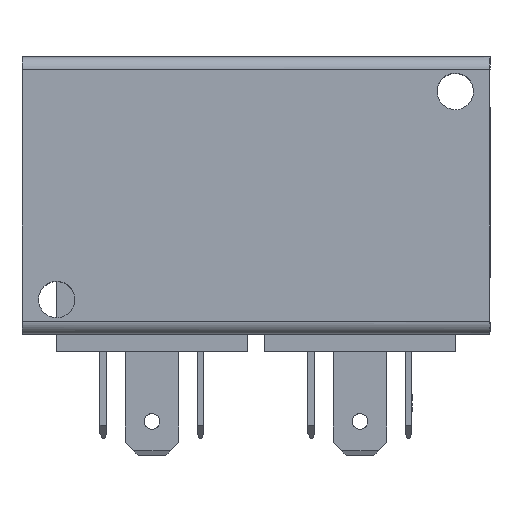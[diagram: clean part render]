
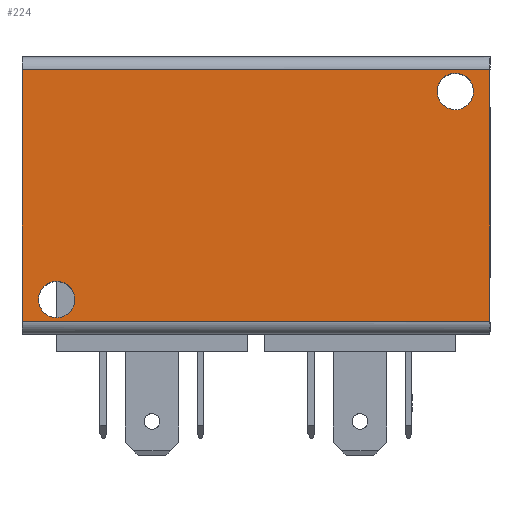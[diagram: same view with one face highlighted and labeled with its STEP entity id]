
A CAD part, top view. The second image highlights one B-rep face of the part: STEP entity #224.
In plain terms, the highlighted planar face has unit normal (0, 0, 1).
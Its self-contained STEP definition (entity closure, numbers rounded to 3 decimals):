
#46=FACE_BOUND('',#1019,.T.);
#47=FACE_BOUND('',#1020,.T.);
#224=ADVANCED_FACE('',(#615,#46,#47),#5630,.T.);
#615=FACE_OUTER_BOUND('',#1018,.T.);
#1018=EDGE_LOOP('',(#1907,#1908,#1909,#1910));
#1019=EDGE_LOOP('',(#1911,#1912));
#1020=EDGE_LOOP('',(#1913,#1914));
#1907=ORIENTED_EDGE('',*,*,#3191,.F.);
#1908=ORIENTED_EDGE('',*,*,#3196,.F.);
#1909=ORIENTED_EDGE('',*,*,#3485,.F.);
#1910=ORIENTED_EDGE('',*,*,#3231,.F.);
#1911=ORIENTED_EDGE('',*,*,#3159,.T.);
#1912=ORIENTED_EDGE('',*,*,#3160,.T.);
#1913=ORIENTED_EDGE('',*,*,#3182,.T.);
#1914=ORIENTED_EDGE('',*,*,#3181,.T.);
#3159=EDGE_CURVE('',#5000,#5001,#4592,.T.);
#3160=EDGE_CURVE('',#5001,#5000,#4593,.T.);
#3181=EDGE_CURVE('',#5017,#5018,#4602,.T.);
#3182=EDGE_CURVE('',#5018,#5017,#4603,.T.);
#3191=EDGE_CURVE('',#5026,#5027,#4086,.T.);
#3196=EDGE_CURVE('',#5031,#5026,#4090,.T.);
#3231=EDGE_CURVE('',#5027,#5070,#4123,.T.);
#3485=EDGE_CURVE('',#5070,#5031,#4241,.T.);
#4086=B_SPLINE_CURVE_WITH_KNOTS('',1,(#8729,#8730),.UNSPECIFIED.,.F.,.F.,
(2,2),(-28.5,25.5),.UNSPECIFIED.);
#4090=B_SPLINE_CURVE_WITH_KNOTS('',1,(#8740,#8741),.UNSPECIFIED.,.F.,.F.,
(2,2),(-8.144,20.856),.UNSPECIFIED.);
#4123=B_SPLINE_CURVE_WITH_KNOTS('',1,(#8844,#8845),.UNSPECIFIED.,.F.,.F.,
(2,2),(-20.856,8.144),.UNSPECIFIED.);
#4241=B_SPLINE_CURVE_WITH_KNOTS('',1,(#9636,#9637),.UNSPECIFIED.,.F.,.F.,
(2,2),(-40.5,13.5),.UNSPECIFIED.);
#4592=(
BOUNDED_CURVE()
B_SPLINE_CURVE(2,(#8590,#8591,#8592,#8593,#8594),.UNSPECIFIED.,.F.,.F.)
B_SPLINE_CURVE_WITH_KNOTS((3,2,3),(-6.597,-3.299,
0.),.UNSPECIFIED.)
CURVE()
GEOMETRIC_REPRESENTATION_ITEM()
RATIONAL_B_SPLINE_CURVE((1.,0.707,1.,0.707,1.))
REPRESENTATION_ITEM('')
);
#4593=(
BOUNDED_CURVE()
B_SPLINE_CURVE(2,(#8595,#8596,#8597,#8598,#8599),.UNSPECIFIED.,.F.,.F.)
B_SPLINE_CURVE_WITH_KNOTS((3,2,3),(-13.195,-9.896,
-6.597),.UNSPECIFIED.)
CURVE()
GEOMETRIC_REPRESENTATION_ITEM()
RATIONAL_B_SPLINE_CURVE((1.,0.707,1.,0.707,1.))
REPRESENTATION_ITEM('')
);
#4602=(
BOUNDED_CURVE()
B_SPLINE_CURVE(2,(#8696,#8697,#8698,#8699,#8700),.UNSPECIFIED.,.F.,.F.)
B_SPLINE_CURVE_WITH_KNOTS((3,2,3),(-6.597,-3.299,
0.),.UNSPECIFIED.)
CURVE()
GEOMETRIC_REPRESENTATION_ITEM()
RATIONAL_B_SPLINE_CURVE((1.,0.707,1.,0.707,1.))
REPRESENTATION_ITEM('')
);
#4603=(
BOUNDED_CURVE()
B_SPLINE_CURVE(2,(#8701,#8702,#8703,#8704,#8705),.UNSPECIFIED.,.F.,.F.)
B_SPLINE_CURVE_WITH_KNOTS((3,2,3),(-13.195,-9.896,
-6.597),.UNSPECIFIED.)
CURVE()
GEOMETRIC_REPRESENTATION_ITEM()
RATIONAL_B_SPLINE_CURVE((1.,0.707,1.,0.707,1.))
REPRESENTATION_ITEM('')
);
#5000=VERTEX_POINT('',#8280);
#5001=VERTEX_POINT('',#8281);
#5017=VERTEX_POINT('',#8297);
#5018=VERTEX_POINT('',#8298);
#5026=VERTEX_POINT('',#8306);
#5027=VERTEX_POINT('',#8307);
#5031=VERTEX_POINT('',#8311);
#5070=VERTEX_POINT('',#8350);
#5630=PLANE('',#6109);
#6109=AXIS2_PLACEMENT_3D('',#7432,#6285,$);
#6285=DIRECTION('',(0.,0.,1.));
#7432=CARTESIAN_POINT('',(-15.01,-13.51,29.5));
#8280=CARTESIAN_POINT('',(35.,15.1,29.5));
#8281=CARTESIAN_POINT('',(35.,10.9,29.5));
#8297=CARTESIAN_POINT('',(-11.,-8.9,29.5));
#8298=CARTESIAN_POINT('',(-11.,-13.1,29.5));
#8306=CARTESIAN_POINT('',(39.,-13.5,29.5));
#8307=CARTESIAN_POINT('',(-15.,-13.5,29.5));
#8311=CARTESIAN_POINT('',(39.,15.5,29.5));
#8350=CARTESIAN_POINT('',(-15.,15.5,29.5));
#8590=CARTESIAN_POINT('',(35.,15.1,29.5));
#8591=CARTESIAN_POINT('',(37.1,15.1,29.5));
#8592=CARTESIAN_POINT('',(37.1,13.,29.5));
#8593=CARTESIAN_POINT('',(37.1,10.9,29.5));
#8594=CARTESIAN_POINT('',(35.,10.9,29.5));
#8595=CARTESIAN_POINT('',(35.,10.9,29.5));
#8596=CARTESIAN_POINT('',(32.9,10.9,29.5));
#8597=CARTESIAN_POINT('',(32.9,13.,29.5));
#8598=CARTESIAN_POINT('',(32.9,15.1,29.5));
#8599=CARTESIAN_POINT('',(35.,15.1,29.5));
#8696=CARTESIAN_POINT('',(-11.,-8.9,29.5));
#8697=CARTESIAN_POINT('',(-8.9,-8.9,29.5));
#8698=CARTESIAN_POINT('',(-8.9,-11.,29.5));
#8699=CARTESIAN_POINT('',(-8.9,-13.1,29.5));
#8700=CARTESIAN_POINT('',(-11.,-13.1,29.5));
#8701=CARTESIAN_POINT('',(-11.,-13.1,29.5));
#8702=CARTESIAN_POINT('',(-13.1,-13.1,29.5));
#8703=CARTESIAN_POINT('',(-13.1,-11.,29.5));
#8704=CARTESIAN_POINT('',(-13.1,-8.9,29.5));
#8705=CARTESIAN_POINT('',(-11.,-8.9,29.5));
#8729=CARTESIAN_POINT('',(39.,-13.5,29.5));
#8730=CARTESIAN_POINT('',(-15.,-13.5,29.5));
#8740=CARTESIAN_POINT('',(39.,15.5,29.5));
#8741=CARTESIAN_POINT('',(39.,-13.5,29.5));
#8844=CARTESIAN_POINT('',(-15.,-13.5,29.5));
#8845=CARTESIAN_POINT('',(-15.,15.5,29.5));
#9636=CARTESIAN_POINT('',(-15.,15.5,29.5));
#9637=CARTESIAN_POINT('',(39.,15.5,29.5));
